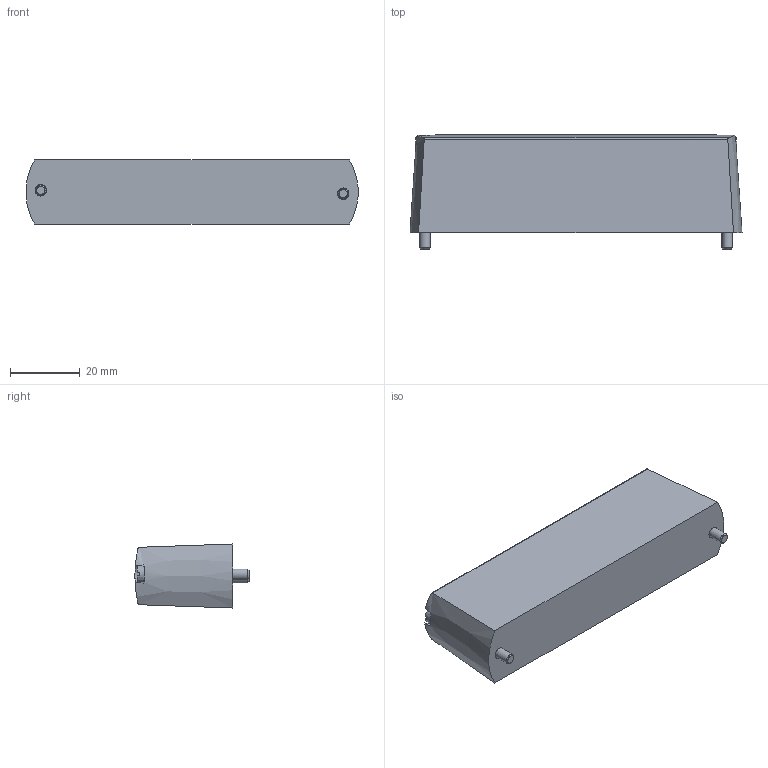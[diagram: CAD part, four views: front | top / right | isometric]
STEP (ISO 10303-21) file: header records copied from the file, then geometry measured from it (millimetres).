
FILE_DESCRIPTION(/* description */ ('STEP AP214'),/* implementation_level */ '2;1');
FILE_NAME(/* name */ '574482_VABB-L1-18',/* time_stamp */ '2024-09-12T03:18:38+02:00',/* author */ ('License CC BY-ND 4.0'),/* organization */ ('CADENAS'),/* preprocessor_version */ 'ST-DEVELOPER v19.3',/* originating_system */ 'PARTsolutions',/* authorisation */ ' ');
FILE_SCHEMA (('AUTOMOTIVE_DESIGN {1 0 10303 214 3 1 1}'));
Length unit declared in the file: millimetre
Products named in the file (3): 574482 VABB-L1-18; 574482 VABB-L1-18---(P); 738807 F-M3X30-10.9
Assembly tree (3 placements, depth 2):
  574482 VABB-L1-18
    574482 VABB-L1-18---(P)
    738807 F-M3X30-10.9  x2
Bounding box: 94.9 x 32.6 x 18.3 mm (x, y, z)
Volume: 43782.6 mm3; surface area: 10196.9 mm2
Topology: 3 solids, 3 shells, 58 faces, 142 edges, 92 vertices
Faces by surface type: plane 35, cylinder 11, cone 8, torus 4
Full cylindrical faces by diameter (mm): 2.6 x2, 3 x2, 3.3 x2
Entity records: 1185 total; most frequent: CARTESIAN_POINT 281, ORIENTED_EDGE 166, DIRECTION 162, EDGE_CURVE 83, AXIS2_PLACEMENT_3D 64, VERTEX_POINT 59, EDGE_LOOP 50, FACE_BOUND 50
